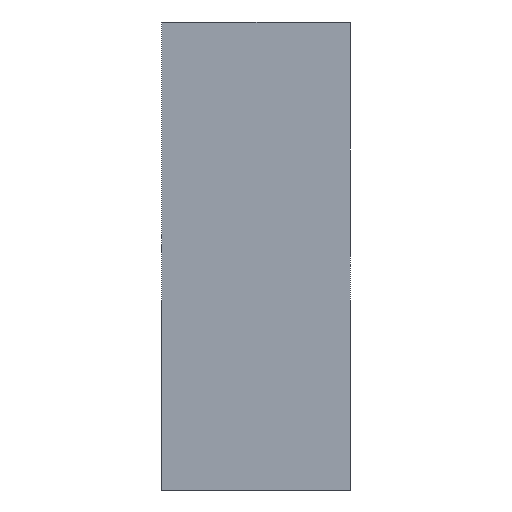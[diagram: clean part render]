
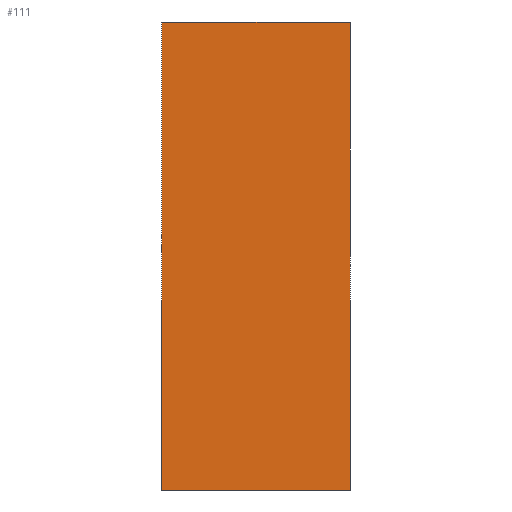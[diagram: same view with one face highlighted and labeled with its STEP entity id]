
A CAD part, left-side view. The second image highlights one B-rep face of the part: STEP entity #111.
In plain terms, the highlighted planar face has unit normal (-1, 0, 0).
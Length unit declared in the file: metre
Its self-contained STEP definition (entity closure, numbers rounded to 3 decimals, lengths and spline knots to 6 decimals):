
#5 = DIRECTION ( 'NONE',  ( 0., 0., -1. ) ) ;
#24 = VECTOR ( 'NONE', #332, 1. ) ;
#35 = LINE ( 'NONE', #152, #54 ) ;
#51 = EDGE_CURVE ( 'NONE', #279, #278, #255, .T. ) ;
#54 = VECTOR ( 'NONE', #5, 1. ) ;
#58 = ORIENTED_EDGE ( 'NONE', *, *, #185, .F. ) ;
#62 = LINE ( 'NONE', #294, #63 ) ;
#63 = VECTOR ( 'NONE', #205, 1. ) ;
#72 = AXIS2_PLACEMENT_3D ( 'NONE', #239, #348, #97 ) ;
#95 = DIRECTION ( 'NONE',  ( 0., 1., 0. ) ) ;
#97 = DIRECTION ( 'NONE',  ( 0., 0., 1. ) ) ;
#111 = ADVANCED_FACE ( 'NONE', ( #368 ), #123, .T. ) ;
#123 = PLANE ( 'NONE',  #72 ) ;
#132 = ORIENTED_EDGE ( 'NONE', *, *, #315, .F. ) ;
#148 = CARTESIAN_POINT ( 'NONE',  ( 0., 0.001814, 0.027098 ) ) ;
#152 = CARTESIAN_POINT ( 'NONE',  ( 0., 0.001814, -0.022491 ) ) ;
#157 = LINE ( 'NONE', #323, #195 ) ;
#168 = EDGE_LOOP ( 'NONE', ( #58, #282, #242, #132 ) ) ;
#185 = EDGE_CURVE ( 'NONE', #325, #334, #157, .T. ) ;
#195 = VECTOR ( 'NONE', #95, 1. ) ;
#205 = DIRECTION ( 'NONE',  ( 0., 0., 1. ) ) ;
#233 = CARTESIAN_POINT ( 'NONE',  ( 0., 0.021814, -0.022491 ) ) ;
#239 = CARTESIAN_POINT ( 'NONE',  ( 0., 0., 0. ) ) ;
#242 = ORIENTED_EDGE ( 'NONE', *, *, #51, .F. ) ;
#255 = LINE ( 'NONE', #333, #24 ) ;
#278 = VERTEX_POINT ( 'NONE', #148 ) ;
#279 = VERTEX_POINT ( 'NONE', #292 ) ;
#282 = ORIENTED_EDGE ( 'NONE', *, *, #335, .F. ) ;
#292 = CARTESIAN_POINT ( 'NONE',  ( 0., 0.021814, 0.027098 ) ) ;
#294 = CARTESIAN_POINT ( 'NONE',  ( 0., 0.021814, -0.022491 ) ) ;
#315 = EDGE_CURVE ( 'NONE', #334, #279, #62, .T. ) ;
#323 = CARTESIAN_POINT ( 'NONE',  ( 0., 0.021814, -0.022491 ) ) ;
#325 = VERTEX_POINT ( 'NONE', #369 ) ;
#332 = DIRECTION ( 'NONE',  ( 0., -1., 0. ) ) ;
#333 = CARTESIAN_POINT ( 'NONE',  ( 0., 0.021814, 0.027098 ) ) ;
#334 = VERTEX_POINT ( 'NONE', #233 ) ;
#335 = EDGE_CURVE ( 'NONE', #278, #325, #35, .T. ) ;
#348 = DIRECTION ( 'NONE',  ( -1., 0., 0. ) ) ;
#368 = FACE_OUTER_BOUND ( 'NONE', #168, .T. ) ;
#369 = CARTESIAN_POINT ( 'NONE',  ( 0., 0.001814, -0.022491 ) ) ;
